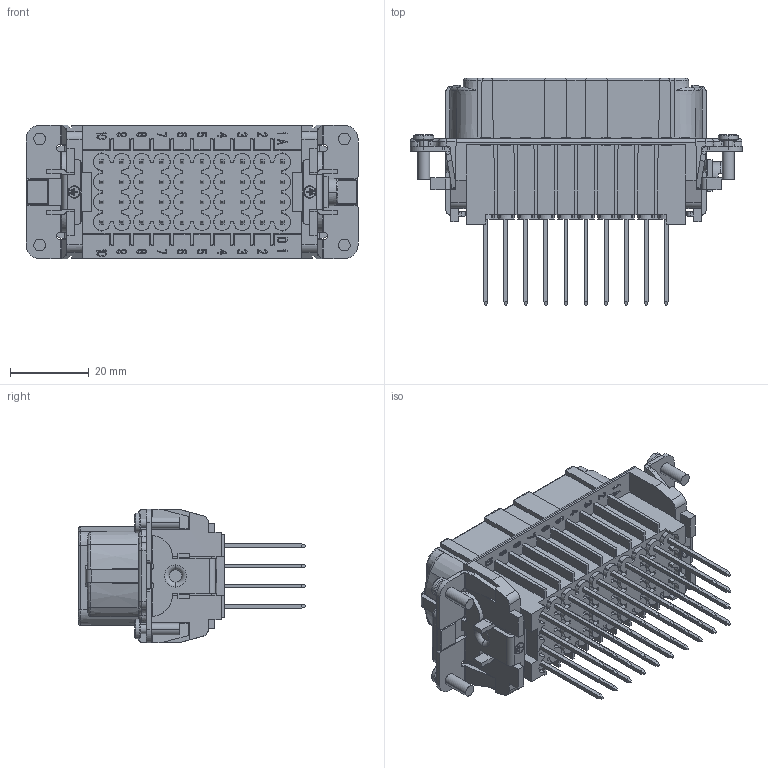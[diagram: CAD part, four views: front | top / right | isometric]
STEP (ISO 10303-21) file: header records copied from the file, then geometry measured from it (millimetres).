
FILE_DESCRIPTION((''),'2;1');
FILE_NAME('HD040FC','2017-08-21T',('tl.yang'),(''),'PRO/ENGINEER BY PARAMETRIC TECHNOLOGY CORPORATION, 2011500','PRO/ENGINEER BY PARAMETRIC TECHNOLOGY CORPORATION, 2011500','');
FILE_SCHEMA(('CONFIG_CONTROL_DESIGN'));
Products named in the file (1): HD040FC
Bounding box: 84.5 x 57.8 x 34 mm (x, y, z)
Volume: 45122.9 mm3; surface area: 34173.7 mm2
Topology: 1 solids, 41 shells, 4377 faces, 11802 edges, 7682 vertices
Faces by surface type: plane 3577, cone 388, cylinder 308, bspline 76, torus 28
Entity records: 138141 total; most frequent: CARTESIAN_POINT 27692, ORIENTED_EDGE 23604, DIRECTION 21690, EDGE_CURVE 11802, VECTOR 9736, LINE 9736, VERTEX_POINT 7682, AXIS2_PLACEMENT_3D 5977
